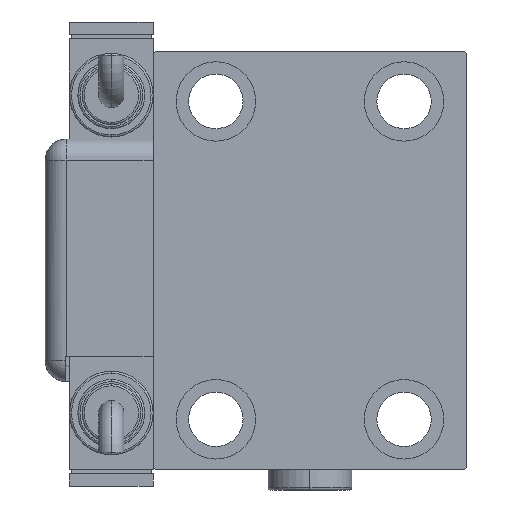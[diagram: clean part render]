
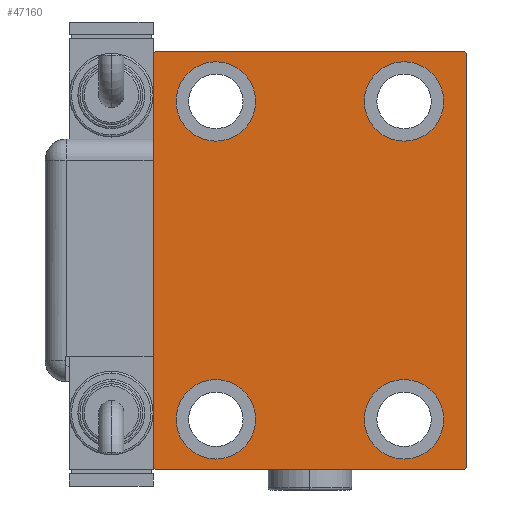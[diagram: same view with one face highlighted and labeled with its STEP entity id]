
A CAD part, left-side view. The second image highlights one B-rep face of the part: STEP entity #47160.
In plain terms, the highlighted face is planar.
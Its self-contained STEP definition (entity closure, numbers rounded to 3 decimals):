
#334 = CARTESIAN_POINT ( 'NONE',  ( 98., 37., 50. ) ) ;
#343 = EDGE_CURVE ( 'NONE', #23060, #31222, #3248, .T. ) ;
#442 = EDGE_LOOP ( 'NONE', ( #8946, #28212 ) ) ;
#1089 = VERTEX_POINT ( 'NONE', #17953 ) ;
#1176 = ORIENTED_EDGE ( 'NONE', *, *, #5713, .T. ) ;
#1752 = CARTESIAN_POINT ( 'NONE',  ( 98., -22.5, -47.5 ) ) ;
#1877 = LINE ( 'NONE', #20910, #40491 ) ;
#2268 = CARTESIAN_POINT ( 'NONE',  ( 98., -37., 50. ) ) ;
#3157 = CARTESIAN_POINT ( 'NONE',  ( 98., 37.5, 49.5 ) ) ;
#3248 = CIRCLE ( 'NONE', #42167, 9.5 ) ;
#3328 = VECTOR ( 'NONE', #47847, 1000. ) ;
#3628 = CIRCLE ( 'NONE', #34513, 9.5 ) ;
#3941 = DIRECTION ( 'NONE',  ( -1., 0., 0. ) ) ;
#5016 = ORIENTED_EDGE ( 'NONE', *, *, #36692, .T. ) ;
#5713 = EDGE_CURVE ( 'NONE', #21972, #50615, #42884, .T. ) ;
#5807 = LINE ( 'NONE', #58255, #32561 ) ;
#6109 = ORIENTED_EDGE ( 'NONE', *, *, #34538, .T. ) ;
#6303 = PLANE ( 'NONE',  #44007 ) ;
#6604 = DIRECTION ( 'NONE',  ( 0., 0., 1. ) ) ;
#6924 = FACE_BOUND ( 'NONE', #29190, .T. ) ;
#7934 = ORIENTED_EDGE ( 'NONE', *, *, #12256, .T. ) ;
#8308 = DIRECTION ( 'NONE',  ( 0., 0., 1. ) ) ;
#8711 = CARTESIAN_POINT ( 'NONE',  ( 98., -22.5, -38. ) ) ;
#8946 = ORIENTED_EDGE ( 'NONE', *, *, #59439, .T. ) ;
#9005 = DIRECTION ( 'NONE',  ( 0., 0., 1. ) ) ;
#10073 = CARTESIAN_POINT ( 'NONE',  ( 98., 22.5, 38. ) ) ;
#10994 = FACE_OUTER_BOUND ( 'NONE', #24269, .T. ) ;
#11190 = DIRECTION ( 'NONE',  ( -1., 0., 0. ) ) ;
#11664 = CARTESIAN_POINT ( 'NONE',  ( 98., 37.5, 50. ) ) ;
#11910 = DIRECTION ( 'NONE',  ( 0., 0., -1. ) ) ;
#12256 = EDGE_CURVE ( 'NONE', #1089, #60122, #1877, .T. ) ;
#12488 = DIRECTION ( 'NONE',  ( 0., 0., 1. ) ) ;
#12815 = CARTESIAN_POINT ( 'NONE',  ( 98., -22.5, 38. ) ) ;
#13788 = EDGE_CURVE ( 'NONE', #50615, #1089, #32011, .T. ) ;
#14882 = AXIS2_PLACEMENT_3D ( 'NONE', #10073, #58758, #6604 ) ;
#15183 = EDGE_CURVE ( 'NONE', #60122, #39956, #54643, .T. ) ;
#15837 = DIRECTION ( 'NONE',  ( 0., -0.707, 0.707 ) ) ;
#16035 = DIRECTION ( 'NONE',  ( 0., -1., 0. ) ) ;
#16212 = DIRECTION ( 'NONE',  ( 0., 0.707, 0.707 ) ) ;
#16524 = DIRECTION ( 'NONE',  ( 0., 0., 1. ) ) ;
#17634 = DIRECTION ( 'NONE',  ( 0., 1., 0. ) ) ;
#17663 = CIRCLE ( 'NONE', #29601, 9.5 ) ;
#17953 = CARTESIAN_POINT ( 'NONE',  ( 98., 37., -50. ) ) ;
#18138 = CARTESIAN_POINT ( 'NONE',  ( 98., -37.5, 49.5 ) ) ;
#18855 = CIRCLE ( 'NONE', #51752, 9.5 ) ;
#19141 = CARTESIAN_POINT ( 'NONE',  ( 98., -43.5, -43.5 ) ) ;
#19848 = EDGE_CURVE ( 'NONE', #39956, #52570, #30508, .T. ) ;
#19888 = CIRCLE ( 'NONE', #28860, 9.5 ) ;
#20359 = ORIENTED_EDGE ( 'NONE', *, *, #343, .T. ) ;
#20688 = VECTOR ( 'NONE', #60645, 1000. ) ;
#20865 = CARTESIAN_POINT ( 'NONE',  ( 98., 22.5, 47.5 ) ) ;
#20910 = CARTESIAN_POINT ( 'NONE',  ( 98., 43.5, -43.5 ) ) ;
#21160 = CARTESIAN_POINT ( 'NONE',  ( 98., 22.5, -38. ) ) ;
#21869 = DIRECTION ( 'NONE',  ( -1., 0., 0. ) ) ;
#21972 = VERTEX_POINT ( 'NONE', #35684 ) ;
#22320 = CARTESIAN_POINT ( 'NONE',  ( 98., 22.5, -28.5 ) ) ;
#22695 = VERTEX_POINT ( 'NONE', #61147 ) ;
#23060 = VERTEX_POINT ( 'NONE', #37251 ) ;
#24269 = EDGE_LOOP ( 'NONE', ( #30931, #56675, #44934, #1176, #26407, #7934, #25381, #44167 ) ) ;
#25381 = ORIENTED_EDGE ( 'NONE', *, *, #15183, .T. ) ;
#26407 = ORIENTED_EDGE ( 'NONE', *, *, #13788, .T. ) ;
#27017 = CARTESIAN_POINT ( 'NONE',  ( 98., -37.5, -50. ) ) ;
#27336 = VERTEX_POINT ( 'NONE', #37225 ) ;
#27741 = DIRECTION ( 'NONE',  ( -1., 0., 0. ) ) ;
#27891 = VERTEX_POINT ( 'NONE', #2268 ) ;
#28143 = LINE ( 'NONE', #31911, #20688 ) ;
#28212 = ORIENTED_EDGE ( 'NONE', *, *, #42036, .T. ) ;
#28846 = CIRCLE ( 'NONE', #36825, 9.5 ) ;
#28860 = AXIS2_PLACEMENT_3D ( 'NONE', #21160, #11190, #29624 ) ;
#29190 = EDGE_LOOP ( 'NONE', ( #5016, #53216 ) ) ;
#29601 = AXIS2_PLACEMENT_3D ( 'NONE', #12815, #21869, #12488 ) ;
#29624 = DIRECTION ( 'NONE',  ( 0., 0., 1. ) ) ;
#29988 = CARTESIAN_POINT ( 'NONE',  ( 98., 37.5, -50. ) ) ;
#30508 = LINE ( 'NONE', #58631, #35786 ) ;
#30571 = CARTESIAN_POINT ( 'NONE',  ( 98., -22.5, 47.5 ) ) ;
#30931 = ORIENTED_EDGE ( 'NONE', *, *, #58280, .T. ) ;
#31222 = VERTEX_POINT ( 'NONE', #1752 ) ;
#31911 = CARTESIAN_POINT ( 'NONE',  ( 98., -37.5, 50. ) ) ;
#31949 = VERTEX_POINT ( 'NONE', #22320 ) ;
#32011 = LINE ( 'NONE', #27017, #54488 ) ;
#32044 = CARTESIAN_POINT ( 'NONE',  ( 98., 22.5, -38. ) ) ;
#32561 = VECTOR ( 'NONE', #51495, 1000. ) ;
#32725 = AXIS2_PLACEMENT_3D ( 'NONE', #32044, #3941, #8308 ) ;
#32929 = CARTESIAN_POINT ( 'NONE',  ( 98., -22.5, -38. ) ) ;
#34513 = AXIS2_PLACEMENT_3D ( 'NONE', #37421, #27741, #9005 ) ;
#34538 = EDGE_CURVE ( 'NONE', #45962, #57969, #3628, .T. ) ;
#34615 = VECTOR ( 'NONE', #16524, 1000. ) ;
#35407 = EDGE_CURVE ( 'NONE', #27891, #39950, #5807, .T. ) ;
#35684 = CARTESIAN_POINT ( 'NONE',  ( 98., -37.5, -49.5 ) ) ;
#35786 = VECTOR ( 'NONE', #15837, 1000. ) ;
#36692 = EDGE_CURVE ( 'NONE', #27336, #40793, #17663, .T. ) ;
#36825 = AXIS2_PLACEMENT_3D ( 'NONE', #61702, #42951, #61390 ) ;
#37225 = CARTESIAN_POINT ( 'NONE',  ( 98., -22.5, 28.5 ) ) ;
#37251 = CARTESIAN_POINT ( 'NONE',  ( 98., -22.5, -28.5 ) ) ;
#37417 = EDGE_CURVE ( 'NONE', #39950, #21972, #28143, .T. ) ;
#37421 = CARTESIAN_POINT ( 'NONE',  ( 98., 22.5, 38. ) ) ;
#37816 = VECTOR ( 'NONE', #16035, 1000. ) ;
#39950 = VERTEX_POINT ( 'NONE', #18138 ) ;
#39956 = VERTEX_POINT ( 'NONE', #3157 ) ;
#40030 = CARTESIAN_POINT ( 'NONE',  ( 98., 0., 0. ) ) ;
#40491 = VECTOR ( 'NONE', #16212, 1000. ) ;
#40793 = VERTEX_POINT ( 'NONE', #30571 ) ;
#41817 = DIRECTION ( 'NONE',  ( -1., 0., 0. ) ) ;
#41819 = CIRCLE ( 'NONE', #14882, 9.5 ) ;
#42036 = EDGE_CURVE ( 'NONE', #31949, #22695, #19888, .T. ) ;
#42167 = AXIS2_PLACEMENT_3D ( 'NONE', #32929, #52595, #56345 ) ;
#42884 = LINE ( 'NONE', #19141, #3328 ) ;
#42951 = DIRECTION ( 'NONE',  ( -1., 0., 0. ) ) ;
#43275 = ORIENTED_EDGE ( 'NONE', *, *, #61525, .T. ) ;
#44007 = AXIS2_PLACEMENT_3D ( 'NONE', #40030, #44399, #11910 ) ;
#44167 = ORIENTED_EDGE ( 'NONE', *, *, #19848, .T. ) ;
#44399 = DIRECTION ( 'NONE',  ( 1., 0., 0. ) ) ;
#44934 = ORIENTED_EDGE ( 'NONE', *, *, #37417, .T. ) ;
#45010 = FACE_BOUND ( 'NONE', #58180, .T. ) ;
#45962 = VERTEX_POINT ( 'NONE', #56848 ) ;
#47160 = ADVANCED_FACE ( 'NONE', ( #49067, #6924, #45010, #53784, #10994 ), #6303, .T. ) ;
#47847 = DIRECTION ( 'NONE',  ( 0., 0.707, -0.707 ) ) ;
#49067 = FACE_BOUND ( 'NONE', #52256, .T. ) ;
#49622 = CIRCLE ( 'NONE', #32725, 9.5 ) ;
#50615 = VERTEX_POINT ( 'NONE', #61155 ) ;
#51224 = ORIENTED_EDGE ( 'NONE', *, *, #58970, .T. ) ;
#51495 = DIRECTION ( 'NONE',  ( 0., -0.707, -0.707 ) ) ;
#51547 = CARTESIAN_POINT ( 'NONE',  ( 98., 37.5, -49.5 ) ) ;
#51752 = AXIS2_PLACEMENT_3D ( 'NONE', #8711, #41817, #56804 ) ;
#52256 = EDGE_LOOP ( 'NONE', ( #43275, #20359 ) ) ;
#52570 = VERTEX_POINT ( 'NONE', #334 ) ;
#52595 = DIRECTION ( 'NONE',  ( -1., 0., 0. ) ) ;
#53216 = ORIENTED_EDGE ( 'NONE', *, *, #59489, .T. ) ;
#53784 = FACE_BOUND ( 'NONE', #442, .T. ) ;
#54488 = VECTOR ( 'NONE', #17634, 1000. ) ;
#54643 = LINE ( 'NONE', #29988, #34615 ) ;
#56345 = DIRECTION ( 'NONE',  ( 0., 0., 1. ) ) ;
#56675 = ORIENTED_EDGE ( 'NONE', *, *, #35407, .T. ) ;
#56804 = DIRECTION ( 'NONE',  ( 0., 0., 1. ) ) ;
#56848 = CARTESIAN_POINT ( 'NONE',  ( 98., 22.5, 28.5 ) ) ;
#57969 = VERTEX_POINT ( 'NONE', #20865 ) ;
#58180 = EDGE_LOOP ( 'NONE', ( #6109, #51224 ) ) ;
#58255 = CARTESIAN_POINT ( 'NONE',  ( 98., -43.5, 43.5 ) ) ;
#58280 = EDGE_CURVE ( 'NONE', #52570, #27891, #58822, .T. ) ;
#58631 = CARTESIAN_POINT ( 'NONE',  ( 98., 43.5, 43.5 ) ) ;
#58758 = DIRECTION ( 'NONE',  ( -1., 0., 0. ) ) ;
#58822 = LINE ( 'NONE', #11664, #37816 ) ;
#58970 = EDGE_CURVE ( 'NONE', #57969, #45962, #41819, .T. ) ;
#59439 = EDGE_CURVE ( 'NONE', #22695, #31949, #49622, .T. ) ;
#59489 = EDGE_CURVE ( 'NONE', #40793, #27336, #28846, .T. ) ;
#60122 = VERTEX_POINT ( 'NONE', #51547 ) ;
#60645 = DIRECTION ( 'NONE',  ( 0., 0., -1. ) ) ;
#61147 = CARTESIAN_POINT ( 'NONE',  ( 98., 22.5, -47.5 ) ) ;
#61155 = CARTESIAN_POINT ( 'NONE',  ( 98., -37., -50. ) ) ;
#61390 = DIRECTION ( 'NONE',  ( 0., 0., 1. ) ) ;
#61525 = EDGE_CURVE ( 'NONE', #31222, #23060, #18855, .T. ) ;
#61702 = CARTESIAN_POINT ( 'NONE',  ( 98., -22.5, 38. ) ) ;
